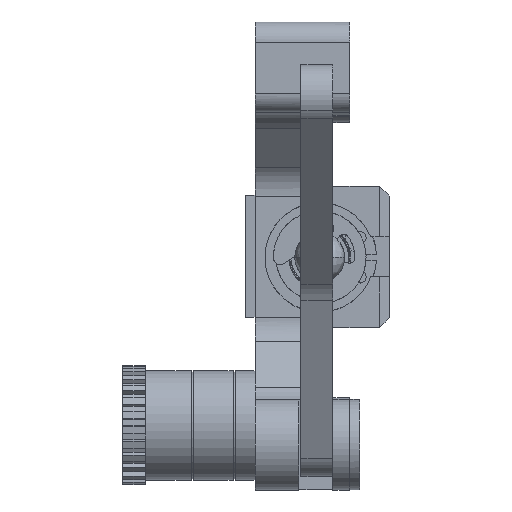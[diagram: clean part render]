
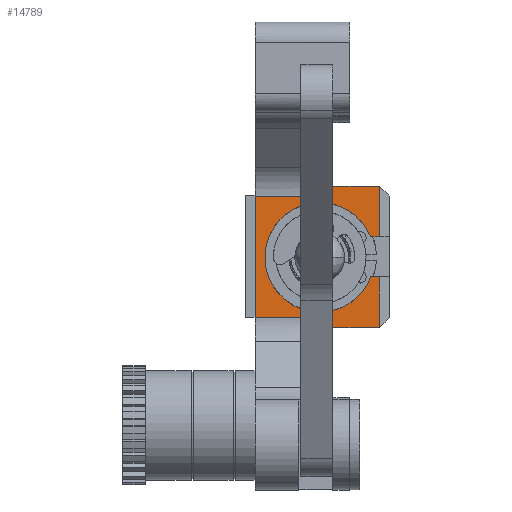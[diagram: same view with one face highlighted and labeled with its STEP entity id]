
A CAD part, left-side view. The second image highlights one B-rep face of the part: STEP entity #14789.
In plain terms, the highlighted free-form (B-spline) face has degree [1, 1] with [2, 2] control points.
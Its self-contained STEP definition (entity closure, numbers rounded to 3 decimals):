
#241 = VERTEX_POINT('',#242);
#242 = CARTESIAN_POINT('',(14.005,5.291,
    -0.031));
#249 = EDGE_CURVE('',#250,#241,#252,.T.);
#250 = VERTEX_POINT('',#251);
#251 = CARTESIAN_POINT('',(14.005,10.231,
    -3.441));
#252 = ( BOUNDED_CURVE() B_SPLINE_CURVE(2,(#253,#254,#255),
.UNSPECIFIED.,.F.,.F.) B_SPLINE_CURVE_WITH_KNOTS((3,3),(3.142,
4.35),.PIECEWISE_BEZIER_KNOTS.) CURVE() 
GEOMETRIC_REPRESENTATION_ITEM() RATIONAL_B_SPLINE_CURVE((1.,
0.823,1.)) REPRESENTATION_ITEM('') );
#253 = CARTESIAN_POINT('',(14.005,10.231,
    -3.441));
#254 = CARTESIAN_POINT('',(14.005,6.584,
    -3.441));
#255 = CARTESIAN_POINT('',(14.005,5.291,
    -0.031));
#280 = EDGE_CURVE('',#281,#250,#283,.T.);
#281 = VERTEX_POINT('',#282);
#282 = CARTESIAN_POINT('',(14.005,10.231,
    7.125));
#283 = ( BOUNDED_CURVE() B_SPLINE_CURVE(2,(#284,#285,#286,#287,#288),
.UNSPECIFIED.,.F.,.F.) B_SPLINE_CURVE_WITH_KNOTS((3,2,3),(0.,
1.571,3.142),.PIECEWISE_BEZIER_KNOTS.) CURVE() 
GEOMETRIC_REPRESENTATION_ITEM() RATIONAL_B_SPLINE_CURVE((1.,
0.707,1.,0.707,1.)) REPRESENTATION_ITEM('') );
#284 = CARTESIAN_POINT('',(14.005,10.231,
    7.125));
#285 = CARTESIAN_POINT('',(14.005,15.513,
    7.125));
#286 = CARTESIAN_POINT('',(14.005,15.513,
    1.842));
#287 = CARTESIAN_POINT('',(14.005,15.513,
    -3.441));
#288 = CARTESIAN_POINT('',(14.005,10.231,
    -3.441));
#12819 = VERTEX_POINT('',#12820);
#12820 = CARTESIAN_POINT('',(14.005,4.468,
    3.811));
#12825 = EDGE_CURVE('',#12826,#12819,#12828,.T.);
#12826 = VERTEX_POINT('',#12827);
#12827 = CARTESIAN_POINT('',(14.005,5.329,
    3.811));
#12828 = B_SPLINE_CURVE_WITH_KNOTS('',1,(#12829,#12830),.UNSPECIFIED.,
  .F.,.F.,(2,2),(1.104,2.),.PIECEWISE_BEZIER_KNOTS.);
#12829 = CARTESIAN_POINT('',(14.005,5.329,
    3.811));
#12830 = CARTESIAN_POINT('',(14.005,4.468,
    3.811));
#12867 = EDGE_CURVE('',#241,#12868,#12870,.T.);
#12868 = VERTEX_POINT('',#12869);
#12869 = CARTESIAN_POINT('',(14.005,4.468,
    -0.031));
#12870 = B_SPLINE_CURVE_WITH_KNOTS('',1,(#12871,#12872),.UNSPECIFIED.,
  .F.,.F.,(2,2),(1.143,2.),.PIECEWISE_BEZIER_KNOTS.);
#12871 = CARTESIAN_POINT('',(14.005,5.291,
    -0.031));
#12872 = CARTESIAN_POINT('',(14.005,4.468,
    -0.031));
#13337 = EDGE_CURVE('',#13338,#13340,#13342,.T.);
#13338 = VERTEX_POINT('',#13339);
#13339 = CARTESIAN_POINT('',(14.005,9.27,
    7.913));
#13340 = VERTEX_POINT('',#13341);
#13341 = CARTESIAN_POINT('',(14.005,9.27,
    8.71));
#13342 = B_SPLINE_CURVE_WITH_KNOTS('',1,(#13343,#13344),.UNSPECIFIED.,
  .F.,.F.,(2,2),(13.37,14.2),.PIECEWISE_BEZIER_KNOTS.);
#13343 = CARTESIAN_POINT('',(14.005,9.27,
    7.913));
#13344 = CARTESIAN_POINT('',(14.005,9.27,
    8.71));
#13570 = VERTEX_POINT('',#13571);
#13571 = CARTESIAN_POINT('',(14.005,16.474,
    -3.96));
#13969 = EDGE_CURVE('',#13570,#13970,#13972,.T.);
#13970 = VERTEX_POINT('',#13971);
#13971 = CARTESIAN_POINT('',(14.005,16.474,
    7.71));
#13972 = B_SPLINE_CURVE_WITH_KNOTS('',1,(#13973,#13974),.UNSPECIFIED.,
  .F.,.F.,(2,2),(0.,12.15),.PIECEWISE_BEZIER_KNOTS.);
#13973 = CARTESIAN_POINT('',(14.005,16.474,
    -3.96));
#13974 = CARTESIAN_POINT('',(14.005,16.474,
    7.71));
#14060 = VERTEX_POINT('',#14061);
#14061 = CARTESIAN_POINT('',(14.005,9.27,
    -4.929));
#14066 = EDGE_CURVE('',#14060,#14067,#14069,.T.);
#14067 = VERTEX_POINT('',#14068);
#14068 = CARTESIAN_POINT('',(14.005,9.27,
    -4.198));
#14069 = B_SPLINE_CURVE_WITH_KNOTS('',1,(#14070,#14071),.UNSPECIFIED.,
  .F.,.F.,(2,2),(0.,0.762),.PIECEWISE_BEZIER_KNOTS.);
#14070 = CARTESIAN_POINT('',(14.005,9.27,
    -4.929));
#14071 = CARTESIAN_POINT('',(14.005,9.27,
    -4.198));
#14768 = EDGE_CURVE('',#13570,#14769,#14771,.T.);
#14769 = VERTEX_POINT('',#14770);
#14770 = CARTESIAN_POINT('',(14.005,9.27,
    -3.96));
#14771 = B_SPLINE_CURVE_WITH_KNOTS('',1,(#14772,#14773),.UNSPECIFIED.,
  .F.,.F.,(2,2),(-0.,7.5),.PIECEWISE_BEZIER_KNOTS.);
#14772 = CARTESIAN_POINT('',(14.005,16.474,
    -3.96));
#14773 = CARTESIAN_POINT('',(14.005,9.27,
    -3.96));
#14775 = EDGE_CURVE('',#14067,#14769,#14776,.T.);
#14776 = B_SPLINE_CURVE_WITH_KNOTS('',3,(#14777,#14778,#14779,#14780),
  .UNSPECIFIED.,.F.,.F.,(4,4),(0.,1.),.PIECEWISE_BEZIER_KNOTS.);
#14777 = CARTESIAN_POINT('',(14.005,9.27,
    -4.198));
#14778 = CARTESIAN_POINT('',(14.008,9.27,
    -4.119));
#14779 = CARTESIAN_POINT('',(14.008,9.27,
    -4.039));
#14780 = CARTESIAN_POINT('',(14.005,9.27,
    -3.96));
#14789 = ADVANCED_FACE('',(#14790),#14845,.F.);
#14790 = FACE_BOUND('',#14791,.T.);
#14791 = EDGE_LOOP('',(#14792,#14798,#14799,#14806,#14811,#14812,#14821,
    #14826,#14827,#14828,#14829,#14830,#14837,#14842,#14843,#14844));
#14792 = ORIENTED_EDGE('',*,*,#14793,.F.);
#14793 = EDGE_CURVE('',#12826,#281,#14794,.T.);
#14794 = ( BOUNDED_CURVE() B_SPLINE_CURVE(2,(#14795,#14796,#14797),
.UNSPECIFIED.,.F.,.F.) B_SPLINE_CURVE_WITH_KNOTS((3,3),(5.094,
6.283),.PIECEWISE_BEZIER_KNOTS.) CURVE() 
GEOMETRIC_REPRESENTATION_ITEM() RATIONAL_B_SPLINE_CURVE((1.,
0.828,1.)) REPRESENTATION_ITEM('') );
#14795 = CARTESIAN_POINT('',(14.005,5.329,
    3.811));
#14796 = CARTESIAN_POINT('',(14.005,6.66,
    7.125));
#14797 = CARTESIAN_POINT('',(14.005,10.231,
    7.125));
#14798 = ORIENTED_EDGE('',*,*,#12825,.T.);
#14799 = ORIENTED_EDGE('',*,*,#14800,.T.);
#14800 = EDGE_CURVE('',#12819,#14801,#14803,.T.);
#14801 = VERTEX_POINT('',#14802);
#14802 = CARTESIAN_POINT('',(14.005,4.468,
    8.71));
#14803 = B_SPLINE_CURVE_WITH_KNOTS('',1,(#14804,#14805),.UNSPECIFIED.,
  .F.,.F.,(2,2),(8.091,13.191),
  .PIECEWISE_BEZIER_KNOTS.);
#14804 = CARTESIAN_POINT('',(14.005,4.468,
    3.811));
#14805 = CARTESIAN_POINT('',(14.005,4.468,
    8.71));
#14806 = ORIENTED_EDGE('',*,*,#14807,.T.);
#14807 = EDGE_CURVE('',#14801,#13340,#14808,.T.);
#14808 = B_SPLINE_CURVE_WITH_KNOTS('',1,(#14809,#14810),.UNSPECIFIED.,
  .F.,.F.,(2,2),(0.,5.),.PIECEWISE_BEZIER_KNOTS.);
#14809 = CARTESIAN_POINT('',(14.005,4.468,
    8.71));
#14810 = CARTESIAN_POINT('',(14.005,9.27,
    8.71));
#14811 = ORIENTED_EDGE('',*,*,#13337,.F.);
#14812 = ORIENTED_EDGE('',*,*,#14813,.F.);
#14813 = EDGE_CURVE('',#14814,#13338,#14816,.T.);
#14814 = VERTEX_POINT('',#14815);
#14815 = CARTESIAN_POINT('',(14.005,9.27,
    7.71));
#14816 = B_SPLINE_CURVE_WITH_KNOTS('',3,(#14817,#14818,#14819,#14820),
  .UNSPECIFIED.,.F.,.F.,(4,4),(0.,1.),.PIECEWISE_BEZIER_KNOTS.);
#14817 = CARTESIAN_POINT('',(14.005,9.27,
    7.71));
#14818 = CARTESIAN_POINT('',(14.007,9.27,7.778
    ));
#14819 = CARTESIAN_POINT('',(14.007,9.27,7.845
    ));
#14820 = CARTESIAN_POINT('',(14.005,9.27,
    7.913));
#14821 = ORIENTED_EDGE('',*,*,#14822,.F.);
#14822 = EDGE_CURVE('',#13970,#14814,#14823,.T.);
#14823 = B_SPLINE_CURVE_WITH_KNOTS('',1,(#14824,#14825),.UNSPECIFIED.,
  .F.,.F.,(2,2),(-0.,7.5),.PIECEWISE_BEZIER_KNOTS.);
#14824 = CARTESIAN_POINT('',(14.005,16.474,
    7.71));
#14825 = CARTESIAN_POINT('',(14.005,9.27,
    7.71));
#14826 = ORIENTED_EDGE('',*,*,#13969,.F.);
#14827 = ORIENTED_EDGE('',*,*,#14768,.T.);
#14828 = ORIENTED_EDGE('',*,*,#14775,.F.);
#14829 = ORIENTED_EDGE('',*,*,#14066,.F.);
#14830 = ORIENTED_EDGE('',*,*,#14831,.F.);
#14831 = EDGE_CURVE('',#14832,#14060,#14834,.T.);
#14832 = VERTEX_POINT('',#14833);
#14833 = CARTESIAN_POINT('',(14.005,4.468,
    -4.929));
#14834 = B_SPLINE_CURVE_WITH_KNOTS('',1,(#14835,#14836),.UNSPECIFIED.,
  .F.,.F.,(2,2),(0.,5.),.PIECEWISE_BEZIER_KNOTS.);
#14835 = CARTESIAN_POINT('',(14.005,4.468,
    -4.929));
#14836 = CARTESIAN_POINT('',(14.005,9.27,
    -4.929));
#14837 = ORIENTED_EDGE('',*,*,#14838,.T.);
#14838 = EDGE_CURVE('',#14832,#12868,#14839,.T.);
#14839 = B_SPLINE_CURVE_WITH_KNOTS('',1,(#14840,#14841),.UNSPECIFIED.,
  .F.,.F.,(2,2),(-1.009,4.091),
  .PIECEWISE_BEZIER_KNOTS.);
#14840 = CARTESIAN_POINT('',(14.005,4.468,
    -4.929));
#14841 = CARTESIAN_POINT('',(14.005,4.468,
    -0.031));
#14842 = ORIENTED_EDGE('',*,*,#12867,.F.);
#14843 = ORIENTED_EDGE('',*,*,#249,.F.);
#14844 = ORIENTED_EDGE('',*,*,#280,.F.);
#14845 = B_SPLINE_SURFACE_WITH_KNOTS('',1,1,(
    (#14846,#14847)
    ,(#14848,#14849
    )),.UNSPECIFIED.,.F.,.F.,.F.,(2,2),(2,2),(-13.191,
    1.009),(-12.5,0.),.PIECEWISE_BEZIER_KNOTS.);
#14846 = CARTESIAN_POINT('',(14.005,4.468,
    8.71));
#14847 = CARTESIAN_POINT('',(14.005,16.474,
    8.71));
#14848 = CARTESIAN_POINT('',(14.005,4.468,
    -4.929));
#14849 = CARTESIAN_POINT('',(14.005,16.474,
    -4.929));
